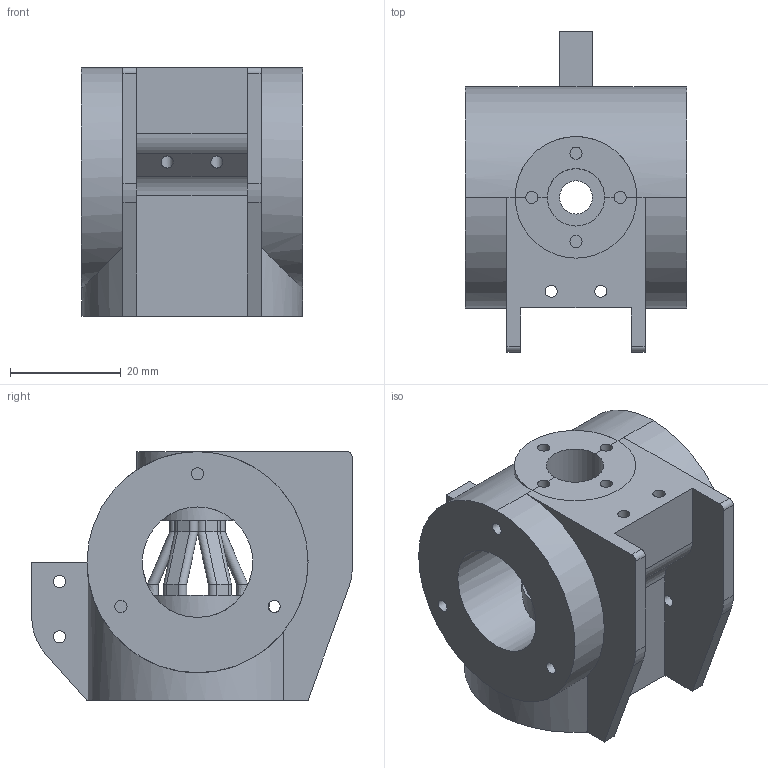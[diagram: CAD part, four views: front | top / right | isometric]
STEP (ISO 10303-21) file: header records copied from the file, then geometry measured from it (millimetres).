
FILE_DESCRIPTION(('FreeCAD Model'),'2;1');
FILE_NAME('Corps_V1.0.0.step','2020-03-28T16:45:55',('Almisuifre'),(''), 'Open CASCADE STEP processor 6.8','FreeCAD','Unknown');
FILE_SCHEMA(('AUTOMOTIVE_DESIGN_CC2 { 1 2 10303 214 -1 1 5 4 }'));
Length unit declared in the file: millimetre
Products named in the file (1): Corps_V1.0.0
Bounding box: 40 x 58 x 45 mm (x, y, z)
Volume: 45032.1 mm3; surface area: 16132.1 mm2
Topology: 1 solids, 1 shells, 167 faces, 457 edges, 271 vertices
Faces by surface type: plane 64, cylinder 53, bspline 48, torus 1, cone 1
Full cylindrical faces by diameter (mm): 2.2 x17, 6 x1, 10.4 x1, 14.226 x1, 14.3 x1, 20 x1, 20.8 x1
Entity records: 14291 total; most frequent: CARTESIAN_POINT 6181, DIRECTION 1393, ORIENTED_EDGE 850, PCURVE 850, DEFINITIONAL_REPRESENTATION 850, LINE 765, VECTOR 765, EDGE_CURVE 425
